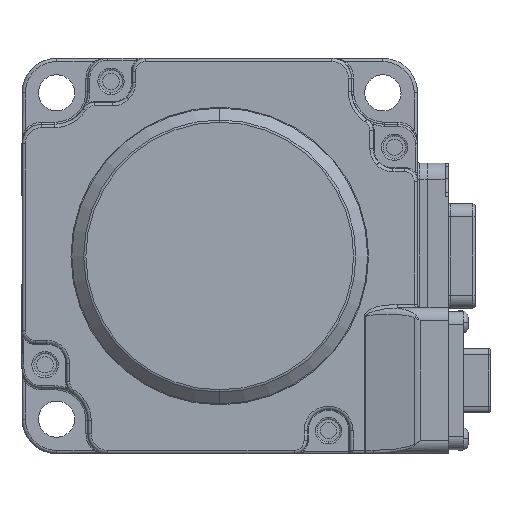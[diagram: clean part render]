
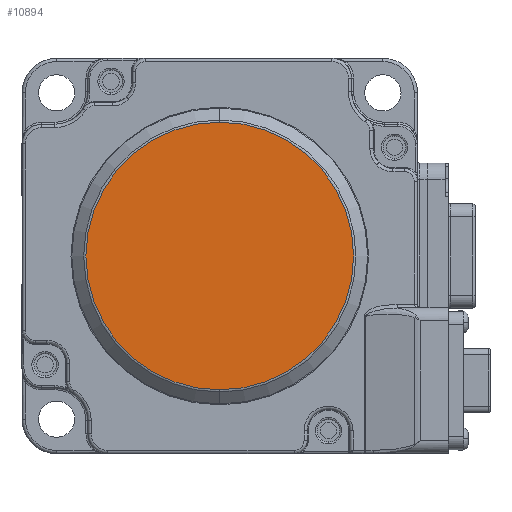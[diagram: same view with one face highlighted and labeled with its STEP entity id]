
A CAD part, front view. The second image highlights one B-rep face of the part: STEP entity #10894.
In plain terms, the highlighted planar face has unit normal (0, -1, 0).
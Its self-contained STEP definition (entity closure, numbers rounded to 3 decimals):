
#845 = EDGE_LOOP ( 'NONE', ( #15754, #23539 ) ) ;
#1248 = DIRECTION ( 'NONE',  ( 0., 0., -1. ) ) ;
#2219 = DIRECTION ( 'NONE',  ( 0., 0., -1. ) ) ;
#3127 = AXIS2_PLACEMENT_3D ( 'NONE', #25599, #10987, #2219 ) ;
#3785 = DIRECTION ( 'NONE',  ( 0., -1., 0. ) ) ;
#4095 = EDGE_CURVE ( 'NONE', #15980, #10302, #7626, .T. ) ;
#4359 = CARTESIAN_POINT ( 'NONE',  ( 0., -54.7, -20.308 ) ) ;
#5498 = PLANE ( 'NONE',  #7356 ) ;
#7356 = AXIS2_PLACEMENT_3D ( 'NONE', #7618, #27025, #1248 ) ;
#7618 = CARTESIAN_POINT ( 'NONE',  ( 0., -54.7, 0. ) ) ;
#7626 = CIRCLE ( 'NONE', #3127, 20.308 ) ;
#9147 = CIRCLE ( 'NONE', #13663, 20.308 ) ;
#10302 = VERTEX_POINT ( 'NONE', #20258 ) ;
#10399 = EDGE_CURVE ( 'NONE', #10302, #15980, #9147, .T. ) ;
#10894 = ADVANCED_FACE ( 'NONE', ( #26596 ), #5498, .T. ) ;
#10987 = DIRECTION ( 'NONE',  ( 0., -1., 0. ) ) ;
#13663 = AXIS2_PLACEMENT_3D ( 'NONE', #21059, #3785, #16671 ) ;
#15754 = ORIENTED_EDGE ( 'NONE', *, *, #4095, .T. ) ;
#15980 = VERTEX_POINT ( 'NONE', #4359 ) ;
#16671 = DIRECTION ( 'NONE',  ( 0., 0., -1. ) ) ;
#20258 = CARTESIAN_POINT ( 'NONE',  ( 0., -54.7, 20.308 ) ) ;
#21059 = CARTESIAN_POINT ( 'NONE',  ( 0., -54.7, 0. ) ) ;
#23539 = ORIENTED_EDGE ( 'NONE', *, *, #10399, .T. ) ;
#25599 = CARTESIAN_POINT ( 'NONE',  ( 0., -54.7, 0. ) ) ;
#26596 = FACE_OUTER_BOUND ( 'NONE', #845, .T. ) ;
#27025 = DIRECTION ( 'NONE',  ( 0., -1., 0. ) ) ;
